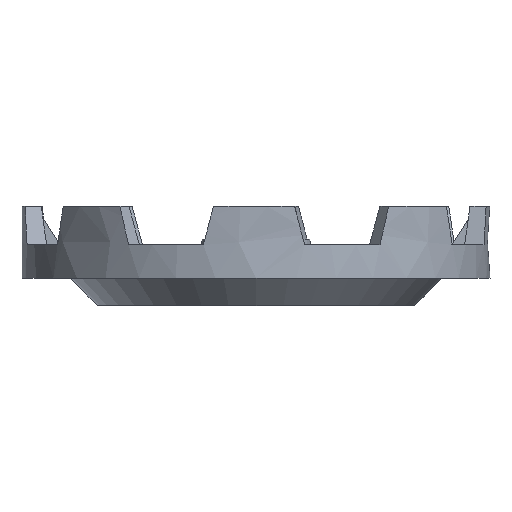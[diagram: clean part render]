
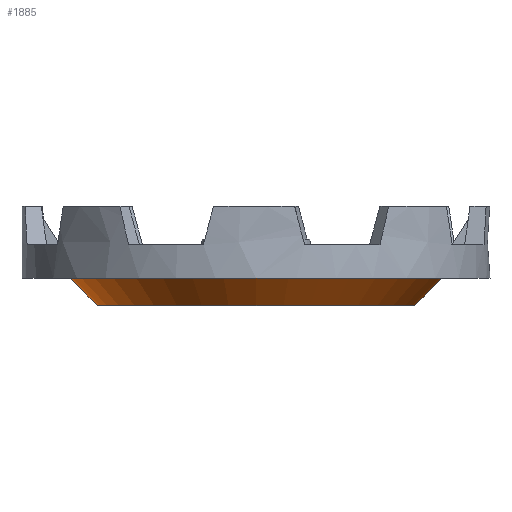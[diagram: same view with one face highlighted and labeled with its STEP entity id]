
A CAD part, front view. The second image highlights one B-rep face of the part: STEP entity #1885.
In plain terms, the highlighted conical face has half-angle 44.998 degrees and reference radius 31.198 mm.
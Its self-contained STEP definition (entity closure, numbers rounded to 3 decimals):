
#64=CONICAL_SURFACE('',#2124,31.198,0.785);
#289=FACE_OUTER_BOUND('',#394,.T.);
#394=EDGE_LOOP('',(#1740,#1741,#1742,#1743));
#523=LINE('',#3350,#649);
#649=VECTOR('',#2704,31.198);
#732=CIRCLE('',#2122,28.759);
#734=CIRCLE('',#2125,33.637);
#924=VERTEX_POINT('',#3344);
#925=VERTEX_POINT('',#3348);
#1206=EDGE_CURVE('',#924,#924,#732,.T.);
#1208=EDGE_CURVE('',#925,#925,#734,.T.);
#1209=EDGE_CURVE('',#925,#924,#523,.T.);
#1740=ORIENTED_EDGE('',*,*,#1208,.F.);
#1741=ORIENTED_EDGE('',*,*,#1209,.T.);
#1742=ORIENTED_EDGE('',*,*,#1206,.T.);
#1743=ORIENTED_EDGE('',*,*,#1209,.F.);
#1885=ADVANCED_FACE('',(#289),#64,.T.);
#2122=AXIS2_PLACEMENT_3D('',#3345,#2696,#2697);
#2124=AXIS2_PLACEMENT_3D('',#3347,#2700,#2701);
#2125=AXIS2_PLACEMENT_3D('',#3349,#2702,#2703);
#2696=DIRECTION('center_axis',(0.,0.,1.));
#2697=DIRECTION('ref_axis',(1.,0.,0.));
#2700=DIRECTION('center_axis',(0.,0.,1.));
#2701=DIRECTION('ref_axis',(1.,0.,0.));
#2702=DIRECTION('center_axis',(0.,0.,1.));
#2703=DIRECTION('ref_axis',(1.,0.,0.));
#2704=DIRECTION('',(0.707,0.,-0.707));
#3344=CARTESIAN_POINT('',(-28.759,0.,18.069));
#3345=CARTESIAN_POINT('Origin',(0.,0.,18.069));
#3347=CARTESIAN_POINT('Origin',(0.,0.,20.509));
#3348=CARTESIAN_POINT('',(-33.637,0.,22.948));
#3349=CARTESIAN_POINT('Origin',(0.,0.,22.948));
#3350=CARTESIAN_POINT('',(-31.198,0.,20.509));
